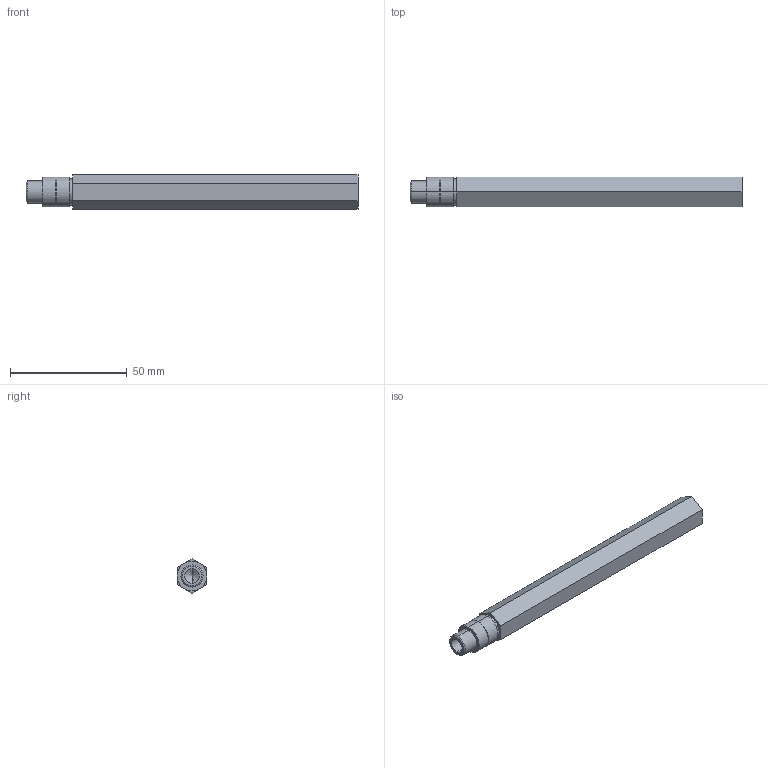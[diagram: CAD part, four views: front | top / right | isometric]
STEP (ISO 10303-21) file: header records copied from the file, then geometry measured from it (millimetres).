
FILE_DESCRIPTION (( 'STEP AP203' ), '1' );
FILE_NAME ('am-4731 ToughBox S Long Hex Output Shaft.STEP', '2023-02-15T20:06:57', ( '' ), ( '' ), 'SwSTEP 2.0', 'SolidWorks 2022', '' );
FILE_SCHEMA (( 'CONFIG_CONTROL_DESIGN' ));
Length unit declared in the file: inch
Products named in the file (1): am-4731 ToughBox S Long Hex Output Shaft
Bounding box: 142.24 x 12.7 x 14.66 mm (x, y, z)
Volume: 18339.1 mm3; surface area: 6997.2 mm2
Topology: 1 solids, 1 shells, 33 faces, 76 edges, 46 vertices
Faces by surface type: cylinder 12, plane 11, cone 6, torus 4
Entity records: 993 total; most frequent: DIRECTION 176, CARTESIAN_POINT 152, ORIENTED_EDGE 144, EDGE_CURVE 72, AXIS2_PLACEMENT_3D 70, VERTEX_POINT 46, EDGE_LOOP 38, VECTOR 36
